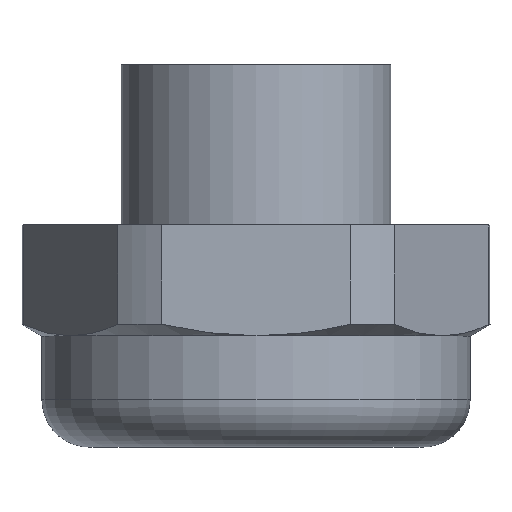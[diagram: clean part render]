
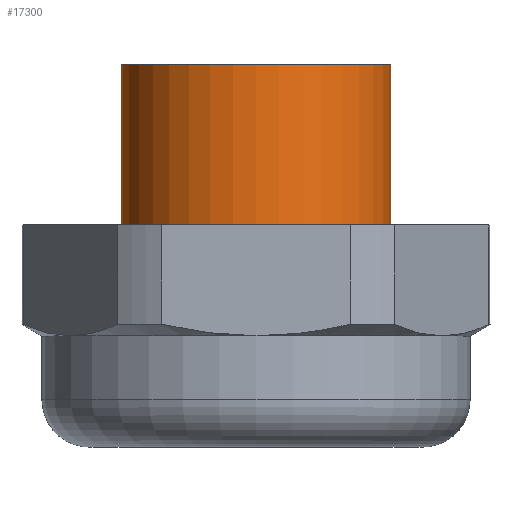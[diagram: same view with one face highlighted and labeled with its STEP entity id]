
A CAD part, top view. The second image highlights one B-rep face of the part: STEP entity #17300.
In plain terms, the highlighted cylindrical face has radius 8.5 mm (diameter 17 mm), a partial arc.
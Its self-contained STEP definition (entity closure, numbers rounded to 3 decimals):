
#14890=CARTESIAN_POINT('',(0.,0.,24.1));
#14900=DIRECTION('',(0.,0.,1.));
#14910=DIRECTION('',(1.,0.,0.));
#14920=AXIS2_PLACEMENT_3D('',#14890,#14900,#14910);
#14930=CIRCLE('',#14920,8.5);
#14940=CARTESIAN_POINT('',(-8.5,0.,24.1));
#14950=VERTEX_POINT('',#14940);
#14960=CARTESIAN_POINT('',(8.5,0.,24.1));
#14970=VERTEX_POINT('',#14960);
#14980=EDGE_CURVE('',#14950,#14970,#14930,.T.);
#15790=CARTESIAN_POINT('',(8.5,0.,16.1));
#15800=DIRECTION('',(0.,0.,1.));
#15810=VECTOR('',#15800,1.);
#15820=LINE('',#15790,#15810);
#15830=CARTESIAN_POINT('',(8.5,0.,8.1));
#15840=VERTEX_POINT('',#15830);
#15850=EDGE_CURVE('',#15840,#14970,#15820,.T.);
#15890=CARTESIAN_POINT('',(-8.5,0.,16.1));
#15900=DIRECTION('',(0.,0.,1.));
#15910=VECTOR('',#15900,1.);
#15920=LINE('',#15890,#15910);
#15930=CARTESIAN_POINT('',(-8.5,0.,8.1));
#15940=VERTEX_POINT('',#15930);
#15950=EDGE_CURVE('',#15940,#14950,#15920,.T.);
#15970=CARTESIAN_POINT('',(0.,0.,8.1));
#15980=DIRECTION('',(0.,0.,1.));
#15990=DIRECTION('',(1.,0.,0.));
#16000=AXIS2_PLACEMENT_3D('',#15970,#15980,#15990);
#16010=CIRCLE('',#16000,8.5);
#16240=EDGE_CURVE('',#15940,#15840,#16010,.T.);
#17190=CARTESIAN_POINT('',(0.,0.,16.1));
#17200=DIRECTION('',(0.,0.,1.));
#17210=DIRECTION('',(1.,0.,0.));
#17220=AXIS2_PLACEMENT_3D('',#17190,#17200,#17210);
#17230=CYLINDRICAL_SURFACE('',#17220,8.5);
#17240=ORIENTED_EDGE('',*,*,#16240,.T.);
#17250=ORIENTED_EDGE('',*,*,#15950,.F.);
#17260=ORIENTED_EDGE('',*,*,#14980,.F.);
#17270=ORIENTED_EDGE('',*,*,#15850,.T.);
#17280=EDGE_LOOP('',(#17270,#17260,#17250,#17240));
#17290=FACE_OUTER_BOUND('',#17280,.T.);
#17300=ADVANCED_FACE('',(#17290),#17230,.T.);
